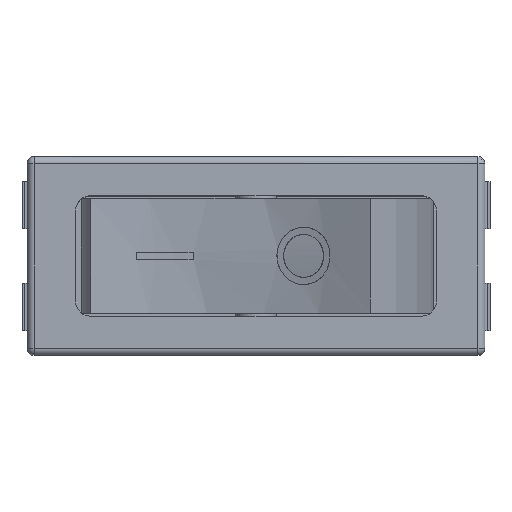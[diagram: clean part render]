
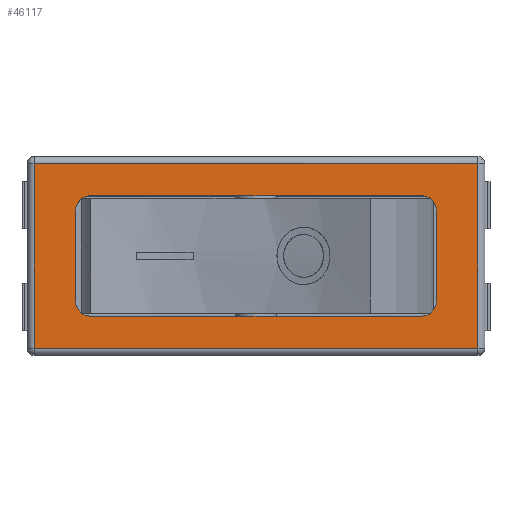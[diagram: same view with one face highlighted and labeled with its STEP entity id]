
A CAD part, top view. The second image highlights one B-rep face of the part: STEP entity #46117.
In plain terms, the highlighted planar face has unit normal (0, 0, 1).
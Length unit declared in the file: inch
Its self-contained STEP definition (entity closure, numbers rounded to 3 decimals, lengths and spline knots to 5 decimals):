
#45515=CARTESIAN_POINT('',(0.49606,0.12598,0.7874));
#45516=VERTEX_POINT('',#45515);
#45523=CARTESIAN_POINT('',(0.45669,0.16535,0.7874));
#45524=VERTEX_POINT('',#45523);
#45525=CARTESIAN_POINT('',(0.45669,0.12598,0.7874));
#45526=DIRECTION('',(0.0,0.0,1.0));
#45527=DIRECTION('',(0.707,0.707,0.0));
#45528=AXIS2_PLACEMENT_3D('',#45525,#45526,#45527);
#45529=CIRCLE('',#45528,0.03937);
#45530=EDGE_CURVE('',#45516,#45524,#45529,.T.);
#45560=CARTESIAN_POINT('',(0.49606,-0.12598,0.7874));
#45561=VERTEX_POINT('',#45560);
#45568=CARTESIAN_POINT('',(0.49606,0.12598,0.7874));
#45569=DIRECTION('',(0.0,-1.0,0.0));
#45570=VECTOR('',#45569,0.25197);
#45571=LINE('',#45568,#45570);
#45572=EDGE_CURVE('',#45516,#45561,#45571,.T.);
#45591=CARTESIAN_POINT('',(0.45669,-0.16535,0.7874));
#45592=VERTEX_POINT('',#45591);
#45599=CARTESIAN_POINT('',(0.45669,-0.12598,0.7874));
#45600=DIRECTION('',(0.0,0.0,1.0));
#45601=DIRECTION('',(0.707,-0.707,0.0));
#45602=AXIS2_PLACEMENT_3D('',#45599,#45600,#45601);
#45603=CIRCLE('',#45602,0.03937);
#45604=EDGE_CURVE('',#45592,#45561,#45603,.T.);
#45629=CARTESIAN_POINT('',(-0.45669,-0.16535,0.7874));
#45630=VERTEX_POINT('',#45629);
#45637=CARTESIAN_POINT('',(0.45669,-0.16535,0.7874));
#45638=DIRECTION('',(-1.0,0.0,0.0));
#45639=VECTOR('',#45638,0.91339);
#45640=LINE('',#45637,#45639);
#45641=EDGE_CURVE('',#45592,#45630,#45640,.T.);
#45665=CARTESIAN_POINT('',(-0.45669,0.16535,0.7874));
#45666=VERTEX_POINT('',#45665);
#45673=CARTESIAN_POINT('',(-0.49606,0.12598,0.7874));
#45674=VERTEX_POINT('',#45673);
#45675=CARTESIAN_POINT('',(-0.45669,0.12598,0.7874));
#45676=DIRECTION('',(0.0,0.0,1.0));
#45677=DIRECTION('',(-0.707,0.707,0.0));
#45678=AXIS2_PLACEMENT_3D('',#45675,#45676,#45677);
#45679=CIRCLE('',#45678,0.03937);
#45680=EDGE_CURVE('',#45666,#45674,#45679,.T.);
#45735=CARTESIAN_POINT('',(-0.49606,-0.12598,0.7874));
#45736=VERTEX_POINT('',#45735);
#45737=CARTESIAN_POINT('',(-0.49606,-0.12598,0.7874));
#45738=DIRECTION('',(0.0,1.0,0.0));
#45739=VECTOR('',#45738,0.25197);
#45740=LINE('',#45737,#45739);
#45741=EDGE_CURVE('',#45736,#45674,#45740,.T.);
#45760=CARTESIAN_POINT('',(-0.45669,-0.12598,0.7874));
#45761=DIRECTION('',(0.0,0.0,1.0));
#45762=DIRECTION('',(-0.707,-0.707,0.0));
#45763=AXIS2_PLACEMENT_3D('',#45760,#45761,#45762);
#45764=CIRCLE('',#45763,0.03937);
#45765=EDGE_CURVE('',#45736,#45630,#45764,.T.);
#45781=CARTESIAN_POINT('',(-0.45669,0.16535,0.7874));
#45782=DIRECTION('',(1.0,0.0,0.0));
#45783=VECTOR('',#45782,0.91339);
#45784=LINE('',#45781,#45783);
#45785=EDGE_CURVE('',#45666,#45524,#45784,.T.);
#45802=CARTESIAN_POINT('',(-0.61024,0.25394,0.7874));
#45803=VERTEX_POINT('',#45802);
#45811=CARTESIAN_POINT('',(0.61024,0.25394,0.7874));
#45812=VERTEX_POINT('',#45811);
#45813=CARTESIAN_POINT('',(-0.61024,0.25394,0.7874));
#45814=DIRECTION('',(1.0,0.0,0.0));
#45815=VECTOR('',#45814,1.22047);
#45816=LINE('',#45813,#45815);
#45817=EDGE_CURVE('',#45803,#45812,#45816,.T.);
#45851=CARTESIAN_POINT('',(0.61024,-0.25394,0.7874));
#45852=VERTEX_POINT('',#45851);
#45853=CARTESIAN_POINT('',(0.61024,0.25394,0.7874));
#45854=DIRECTION('',(0.0,-1.0,0.0));
#45855=VECTOR('',#45854,0.50787);
#45856=LINE('',#45853,#45855);
#45857=EDGE_CURVE('',#45812,#45852,#45856,.T.);
#45891=CARTESIAN_POINT('',(-0.61024,-0.25394,0.7874));
#45892=VERTEX_POINT('',#45891);
#45893=CARTESIAN_POINT('',(0.61024,-0.25394,0.7874));
#45894=DIRECTION('',(-1.0,0.0,0.0));
#45895=VECTOR('',#45894,1.22047);
#45896=LINE('',#45893,#45895);
#45897=EDGE_CURVE('',#45852,#45892,#45896,.T.);
#45948=CARTESIAN_POINT('',(-0.61024,-0.25394,0.7874));
#45949=DIRECTION('',(0.0,1.0,0.0));
#45950=VECTOR('',#45949,0.50787);
#45951=LINE('',#45948,#45950);
#45952=EDGE_CURVE('',#45892,#45803,#45951,.T.);
#46096=CARTESIAN_POINT('',(-0.67126,-0.27933,0.7874));
#46097=DIRECTION('',(0.0,0.0,1.0));
#46098=DIRECTION('',(1.0,0.0,0.0));
#46099=AXIS2_PLACEMENT_3D('',#46096,#46097,#46098);
#46100=PLANE('',#46099);
#46101=ORIENTED_EDGE('',*,*,#45817,.F.);
#46102=ORIENTED_EDGE('',*,*,#45952,.F.);
#46103=ORIENTED_EDGE('',*,*,#45897,.F.);
#46104=ORIENTED_EDGE('',*,*,#45857,.F.);
#46105=EDGE_LOOP('',(#46101,#46102,#46103,#46104));
#46106=FACE_OUTER_BOUND('',#46105,.T.);
#46107=ORIENTED_EDGE('',*,*,#45741,.T.);
#46108=ORIENTED_EDGE('',*,*,#45680,.F.);
#46109=ORIENTED_EDGE('',*,*,#45785,.T.);
#46110=ORIENTED_EDGE('',*,*,#45530,.F.);
#46111=ORIENTED_EDGE('',*,*,#45572,.T.);
#46112=ORIENTED_EDGE('',*,*,#45604,.F.);
#46113=ORIENTED_EDGE('',*,*,#45641,.T.);
#46114=ORIENTED_EDGE('',*,*,#45765,.F.);
#46115=EDGE_LOOP('',(#46107,#46108,#46109,#46110,#46111,#46112,#46113,#46114));
#46116=FACE_BOUND('',#46115,.T.);
#46117=ADVANCED_FACE('',(#46106,#46116),#46100,.T.);
